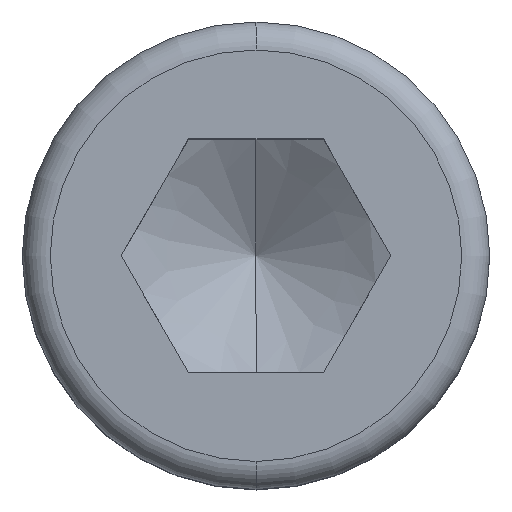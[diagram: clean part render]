
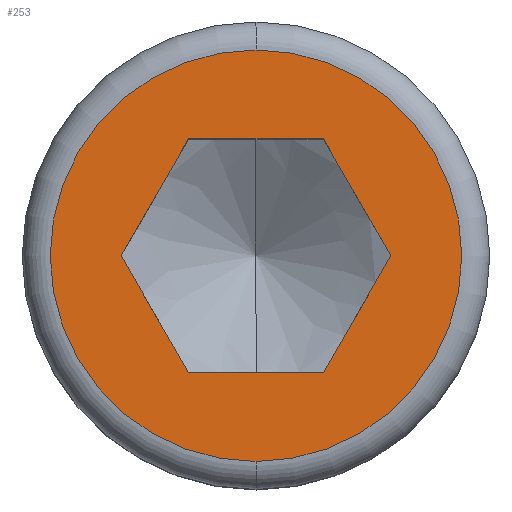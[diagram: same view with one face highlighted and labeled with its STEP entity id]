
A CAD part, top view. The second image highlights one B-rep face of the part: STEP entity #253.
In plain terms, the highlighted planar face has unit normal (0, 0, 1).
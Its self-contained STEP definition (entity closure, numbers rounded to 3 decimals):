
#137=EDGE_CURVE('',#185,#307,#364,.T.);
#147=VERTEX_POINT('',#375);
#185=VERTEX_POINT('',#421);
#189=EDGE_CURVE('',#295,#329,#425,.T.);
#199=EDGE_CURVE('',#277,#259,#437,.T.);
#253=ADVANCED_FACE('',(#495,#496),#497,.T.);
#255=EDGE_CURVE('',#259,#185,#499,.T.);
#257=EDGE_CURVE('',#329,#295,#501,.T.);
#259=VERTEX_POINT('',#503);
#265=EDGE_CURVE('',#321,#277,#510,.T.);
#277=VERTEX_POINT('',#524);
#291=EDGE_CURVE('',#307,#147,#539,.T.);
#295=VERTEX_POINT('',#543);
#307=VERTEX_POINT('',#558);
#311=EDGE_CURVE('',#147,#321,#562,.T.);
#321=VERTEX_POINT('',#572);
#329=VERTEX_POINT('',#580);
#364=LINE('',#609,#610);
#375=CARTESIAN_POINT('',(1.443,-2.498,6.0));
#421=CARTESIAN_POINT('',(1.443,2.498,6.0));
#425=CIRCLE('',#682,4.4);
#437=LINE('',#697,#698);
#495=FACE_BOUND('',#808,.T.);
#496=FACE_OUTER_BOUND('',#809,.T.);
#497=PLANE('',#810);
#499=LINE('',#813,#814);
#501=CIRCLE('',#817,4.4);
#503=CARTESIAN_POINT('',(-1.443,2.498,6.0));
#510=LINE('',#829,#830);
#524=CARTESIAN_POINT('',(-2.885,0.,6.0));
#539=LINE('',#878,#879);
#543=CARTESIAN_POINT('',(0.,-4.4,6.));
#558=CARTESIAN_POINT('',(2.885,0.,6.0));
#562=LINE('',#914,#915);
#572=CARTESIAN_POINT('',(-1.443,-2.498,6.0));
#580=CARTESIAN_POINT('',(0.,4.4,6.));
#609=CARTESIAN_POINT('',(2.524,0.625,6.0));
#610=VECTOR('',#981,1.0);
#682=AXIS2_PLACEMENT_3D('',#1070,#1071,#1072);
#697=CARTESIAN_POINT('',(-1.803,1.874,6.0));
#698=VECTOR('',#1094,1.0);
#808=EDGE_LOOP('',(#1141,#1142,#1143,#1144,#1145,#1146));
#809=EDGE_LOOP('',(#1147,#1148));
#810=AXIS2_PLACEMENT_3D('',#1149,#1150,#1151);
#813=CARTESIAN_POINT('',(0.721,2.498,6.0));
#814=VECTOR('',#1152,1.0);
#817=AXIS2_PLACEMENT_3D('',#1153,#1154,#1155);
#829=CARTESIAN_POINT('',(-2.524,-0.625,6.0));
#830=VECTOR('',#1167,1.0);
#878=CARTESIAN_POINT('',(1.803,-1.874,6.0));
#879=VECTOR('',#1202,1.0);
#914=CARTESIAN_POINT('',(-0.721,-2.498,6.0));
#915=VECTOR('',#1230,1.0);
#981=DIRECTION('',(0.5,-0.866,0.0));
#1070=CARTESIAN_POINT('',(0.,0.,6.));
#1071=DIRECTION('',(0.,0.,1.0));
#1072=DIRECTION('',(-1.0,0.0,0.));
#1094=DIRECTION('',(0.5,0.866,0.0));
#1141=ORIENTED_EDGE('',*,*,#265,.T.);
#1142=ORIENTED_EDGE('',*,*,#199,.T.);
#1143=ORIENTED_EDGE('',*,*,#255,.T.);
#1144=ORIENTED_EDGE('',*,*,#137,.T.);
#1145=ORIENTED_EDGE('',*,*,#291,.T.);
#1146=ORIENTED_EDGE('',*,*,#311,.T.);
#1147=ORIENTED_EDGE('',*,*,#189,.T.);
#1148=ORIENTED_EDGE('',*,*,#257,.T.);
#1149=CARTESIAN_POINT('',(0.,-3.942,6.));
#1150=DIRECTION('',(0.,0.,1.0));
#1151=DIRECTION('',(0.,-1.0,0.));
#1152=DIRECTION('',(1.0,0.0,0.0));
#1153=CARTESIAN_POINT('',(0.,0.,6.));
#1154=DIRECTION('',(0.,0.,1.0));
#1155=DIRECTION('',(-1.0,0.0,0.));
#1167=DIRECTION('',(-0.5,0.866,0.0));
#1202=DIRECTION('',(-0.5,-0.866,0.0));
#1230=DIRECTION('',(-1.0,0.0,0.0));
